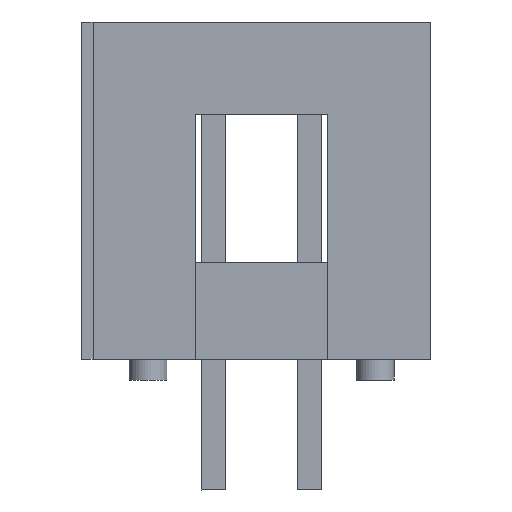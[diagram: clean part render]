
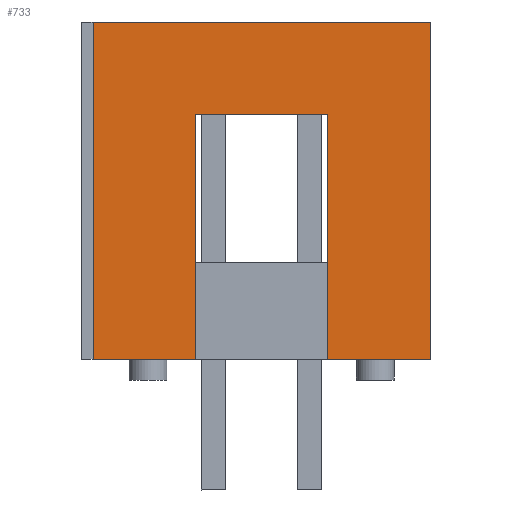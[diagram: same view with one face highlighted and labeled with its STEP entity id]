
A CAD part, left-side view. The second image highlights one B-rep face of the part: STEP entity #733.
In plain terms, the highlighted planar face has unit normal (-1, 0, 0).
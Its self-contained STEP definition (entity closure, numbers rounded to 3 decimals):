
#733=ADVANCED_FACE('',(#1061),#898,.T.);
#898=PLANE('',#3862);
#1061=FACE_OUTER_BOUND('',#1247,.T.);
#1247=EDGE_LOOP('',(#1866,#1867,#1868,#1869,#1870,#1871,#1872,#1873));
#1866=ORIENTED_EDGE('',*,*,#2775,.T.);
#1867=ORIENTED_EDGE('',*,*,#2772,.T.);
#1868=ORIENTED_EDGE('',*,*,#2776,.T.);
#1869=ORIENTED_EDGE('',*,*,#2739,.T.);
#1870=ORIENTED_EDGE('',*,*,#2777,.T.);
#1871=ORIENTED_EDGE('',*,*,#2778,.F.);
#1872=ORIENTED_EDGE('',*,*,#2779,.T.);
#1873=ORIENTED_EDGE('',*,*,#2706,.T.);
#2339=VERTEX_POINT('',#5233);
#2340=VERTEX_POINT('',#5235);
#2365=VERTEX_POINT('',#5301);
#2366=VERTEX_POINT('',#5303);
#2386=VERTEX_POINT('',#5366);
#2387=VERTEX_POINT('',#5367);
#2388=VERTEX_POINT('',#5375);
#2389=VERTEX_POINT('',#5377);
#2706=EDGE_CURVE('',#2340,#2339,#3125,.T.);
#2739=EDGE_CURVE('',#2366,#2365,#3158,.T.);
#2772=EDGE_CURVE('',#2386,#2387,#3191,.T.);
#2775=EDGE_CURVE('',#2339,#2386,#3194,.T.);
#2776=EDGE_CURVE('',#2387,#2366,#3195,.T.);
#2777=EDGE_CURVE('',#2365,#2388,#3196,.T.);
#2778=EDGE_CURVE('',#2389,#2388,#3197,.T.);
#2779=EDGE_CURVE('',#2389,#2340,#3198,.T.);
#3125=LINE('',#5234,#3542);
#3158=LINE('',#5302,#3575);
#3191=LINE('',#5365,#3608);
#3194=LINE('',#5371,#3611);
#3195=LINE('',#5373,#3612);
#3196=LINE('',#5374,#3613);
#3197=LINE('',#5376,#3614);
#3198=LINE('',#5378,#3615);
#3542=VECTOR('',#4393,1.);
#3575=VECTOR('',#4444,1.);
#3608=VECTOR('',#4497,1.);
#3611=VECTOR('',#4502,1.);
#3612=VECTOR('',#4505,1.);
#3613=VECTOR('',#4506,1.);
#3614=VECTOR('',#4507,1.);
#3615=VECTOR('',#4508,1.);
#3862=AXIS2_PLACEMENT_3D('',#5379,#4509,#4510);
#4393=DIRECTION('',(0.,0.,1.));
#4444=DIRECTION('',(0.,0.,1.));
#4497=DIRECTION('',(0.,0.,-1.));
#4502=DIRECTION('',(0.,-1.,0.));
#4505=DIRECTION('',(0.,-1.,0.));
#4506=DIRECTION('',(0.,1.,0.));
#4507=DIRECTION('',(0.,0.,1.));
#4508=DIRECTION('',(0.,-1.,0.));
#4509=DIRECTION('',(-1.,0.,0.));
#4510=DIRECTION('',(0.,-1.,0.));
#5233=CARTESIAN_POINT('',(-10.15,1.75,-2.45));
#5234=CARTESIAN_POINT('',(-10.15,1.75,-8.9));
#5235=CARTESIAN_POINT('',(-10.15,1.75,-8.9));
#5301=CARTESIAN_POINT('',(-10.15,-4.45,0.));
#5302=CARTESIAN_POINT('',(-10.15,-4.45,-8.9));
#5303=CARTESIAN_POINT('',(-10.15,-4.45,-8.9));
#5365=CARTESIAN_POINT('',(-10.15,-1.75,-2.45));
#5366=CARTESIAN_POINT('',(-10.15,-1.75,-2.45));
#5367=CARTESIAN_POINT('',(-10.15,-1.75,-8.9));
#5371=CARTESIAN_POINT('',(-10.15,1.75,-2.45));
#5373=CARTESIAN_POINT('',(-10.15,-1.75,-8.9));
#5374=CARTESIAN_POINT('',(-10.15,-4.45,0.));
#5375=CARTESIAN_POINT('',(-10.15,4.45,0.));
#5376=CARTESIAN_POINT('',(-10.15,4.45,-8.9));
#5377=CARTESIAN_POINT('',(-10.15,4.45,-8.9));
#5378=CARTESIAN_POINT('',(-10.15,4.45,-8.9));
#5379=CARTESIAN_POINT('',(-10.15,4.45,-8.9));
